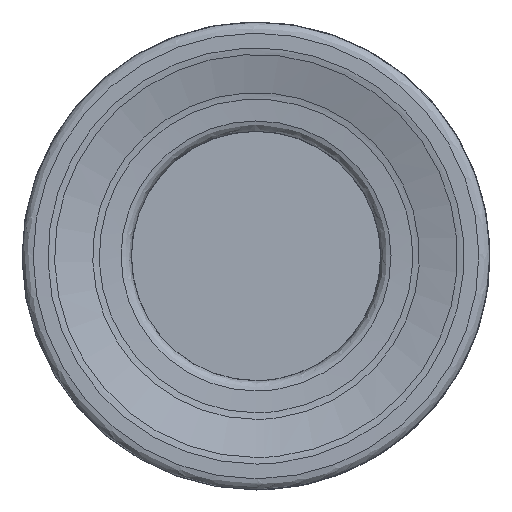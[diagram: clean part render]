
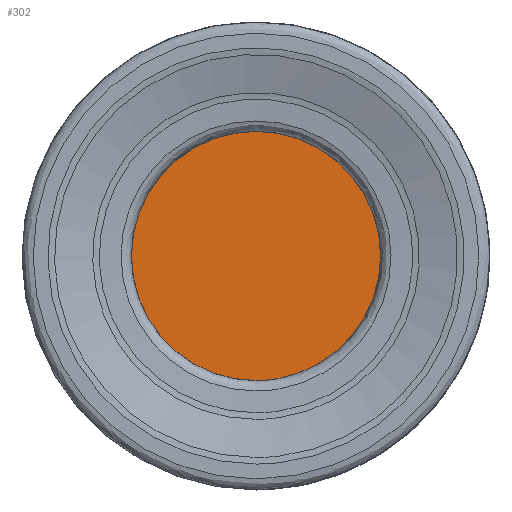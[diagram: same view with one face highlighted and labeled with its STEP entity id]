
A CAD part, left-side view. The second image highlights one B-rep face of the part: STEP entity #302.
In plain terms, the highlighted planar face has unit normal (-1, 0, 0).
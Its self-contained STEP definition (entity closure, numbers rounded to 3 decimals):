
#302=ADVANCED_FACE('',(#342),#339,.F.);
#339=PLANE('',#600);
#342=FACE_OUTER_BOUND('',#344,.T.);
#344=EDGE_LOOP('',(#416));
#416=ORIENTED_EDGE('',*,*,#524,.T.);
#488=VERTEX_POINT('',#805);
#524=EDGE_CURVE('',#488,#488,#560,.T.);
#560=CIRCLE('',#599,9.246);
#599=AXIS2_PLACEMENT_3D('',#804,#659,#660);
#600=AXIS2_PLACEMENT_3D('',#806,#661,#662);
#659=DIRECTION('',(-1.,0.,0.));
#660=DIRECTION('',(0.,0.,1.));
#661=DIRECTION('',(1.,0.,0.));
#662=DIRECTION('',(0.,0.,-1.));
#804=CARTESIAN_POINT('',(2.7,0.,0.));
#805=CARTESIAN_POINT('',(2.7,0.,9.246));
#806=CARTESIAN_POINT('',(2.7,0.,0.));
